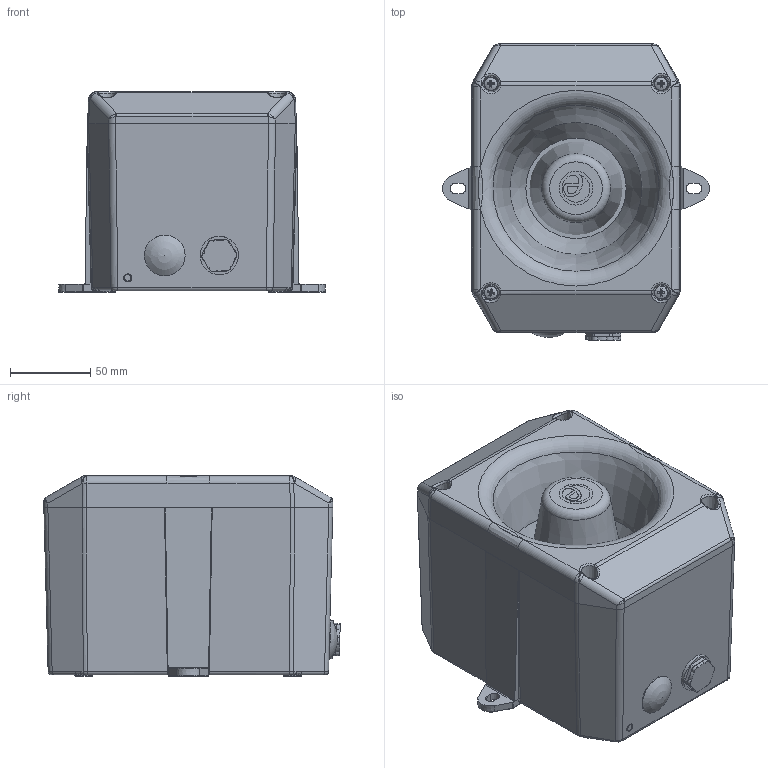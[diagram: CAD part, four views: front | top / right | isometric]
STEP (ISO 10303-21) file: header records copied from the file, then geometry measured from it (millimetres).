
FILE_DESCRIPTION (( 'STEP AP214' ), '1' );
FILE_NAME ('D172-05-001-3D_Issue_1.STEP', '2021-04-13T09:12:54', ( '' ), ( '' ), 'SwSTEP 2.0', 'SolidWorks 2020', '' );
FILE_SCHEMA (( 'AUTOMOTIVE_DESIGN' ));
Length unit declared in the file: millimetre
Products named in the file (15): SCSSM4X12PP.STEP; HORN ASSY_FITTED EARTH.STEP; WAF900D43ID08.STEP; Nose Cone Label.STEP; HORN.STEP; D172-05-001-3D_Issue_1; GNESSM20BK.STEP; OR262BS166N7.STEP; NOSE CONE_Machined.STEP; SCSTUDM5A4.STEP; BG20PVC.STEP; ORBS006NBR70.STEP; D172-05-001-3D_Issue_1.STEP; SCSSM4X20A4P.STEP; D172-55-002-3D_Issue_K_D2xS1.STEP
Assembly tree (23 placements, depth 4):
  D172-05-001-3D_Issue_1
    D172-05-001-3D_Issue_1.STEP
      HORN ASSY_FITTED EARTH.STEP
        HORN.STEP
        NOSE CONE_Machined.STEP
        SCSSM4X20A4P.STEP  x4
        WAF900D43ID08.STEP  x4
        ORBS006NBR70.STEP  x4
      D172-55-002-3D_Issue_K_D2xS1.STEP
      OR262BS166N7.STEP
      Nose Cone Label.STEP
      SCSTUDM5A4.STEP
      SCSSM4X12PP.STEP
      BG20PVC.STEP
      GNESSM20BK.STEP
Bounding box: 166.2 x 184.65 x 125 mm (x, y, z)
Volume: 766998.3 mm3; surface area: 322028.5 mm2
Topology: 22 solids, 24 shells, 1233 faces, 3001 edges, 1780 vertices
Faces by surface type: cylinder 478, plane 380, bspline 212, cone 60, sphere 53, torus 50
Full cylindrical faces by diameter (mm): 2.62 x2, 2.92 x4, 3 x1, 3.2 x124, 3.3 x4, 4 x1, 4.3 x4, 8 x9, 9 x4, 15 x1, 16 x1, 17.9 x1, 18.5 x2, 19 x1, 21 x2, 23.9 x1, 25.4 x1
Entity records: 49941 total; most frequent: CARTESIAN_POINT 29558, ORIENTED_EDGE 4212, DIRECTION 3830, EDGE_CURVE 2106, AXIS2_PLACEMENT_3D 1441, VERTEX_POINT 1302, EDGE_LOOP 1102, FACE_OUTER_BOUND 1019
